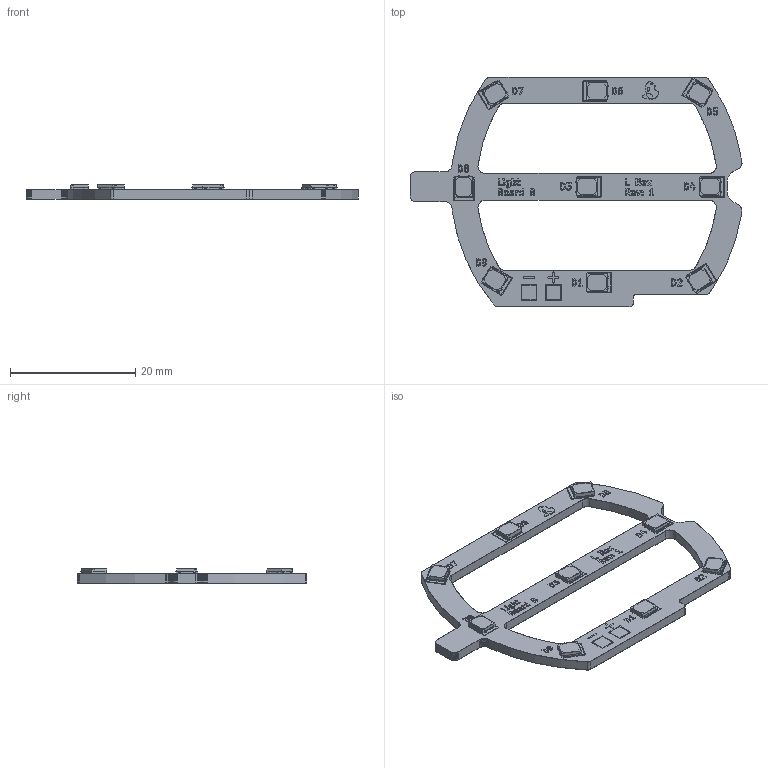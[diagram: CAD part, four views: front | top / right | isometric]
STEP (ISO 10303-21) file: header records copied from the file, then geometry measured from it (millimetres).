
FILE_DESCRIPTION(('KiCad electronic assembly'),'2;1');
FILE_NAME('Light Board - B.step','2025-08-30T11:42:58',('Pcbnew'),( 'Kicad'),'Open CASCADE STEP processor 7.8','KiCad to STEP converter' ,'Unknown');
FILE_SCHEMA(('AUTOMOTIVE_DESIGN { 1 0 10303 214 1 1 1 1 }'));
Length unit declared in the file: millimetre
Products named in the file (6): Light Board - B 1; LED_Cree_J-Series_SMD2835_2.8x3.5mm; Light Board - B 1.1.1; Light Board - B_silkscreen; Light Board - B_soldermask; Light Board - B_PCB
Assembly tree (13 placements, depth 3):
  Light Board - B 1
    LED_Cree_J-Series_SMD2835_2.8x3.5mm  x9
      Light Board - B 1.1.1
    Light Board - B_silkscreen
    Light Board - B_soldermask
    Light Board - B_PCB
Bounding box: 53.01 x 36.59 x 2.36 mm (x, y, z)
Volume: 1214.7 mm3; surface area: 4114.2 mm2
Topology: 37 solids, 95 shells, 1747 faces, 6059 edges, 4435 vertices
Faces by surface type: plane 1332, cylinder 415
Entity records: 22181 total; most frequent: CARTESIAN_POINT 4519, DIRECTION 3413, ORIENTED_EDGE 3089, EDGE_CURVE 2219, VERTEX_POINT 1923, LINE 1779, VECTOR 1779, AXIS2_PLACEMENT_3D 817
